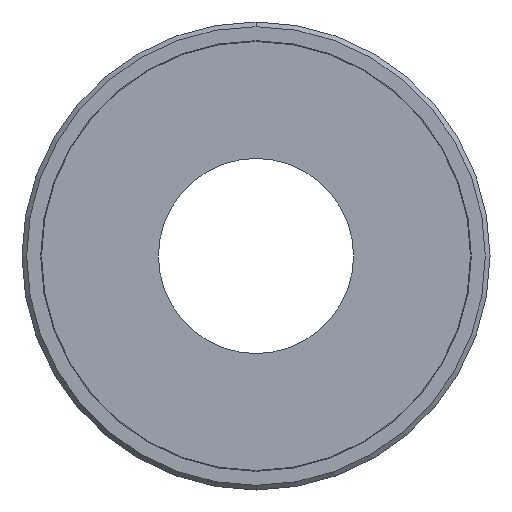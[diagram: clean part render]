
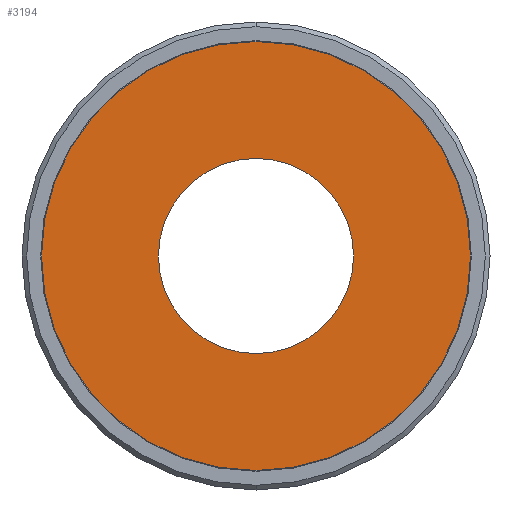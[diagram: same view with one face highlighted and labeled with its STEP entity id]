
A CAD part, front view. The second image highlights one B-rep face of the part: STEP entity #3194.
In plain terms, the highlighted planar face has unit normal (0, -1, 0).
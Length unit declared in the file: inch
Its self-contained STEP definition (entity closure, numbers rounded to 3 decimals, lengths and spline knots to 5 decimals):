
#6 = AXIS2_PLACEMENT_3D ( 'NONE', #2961, #4029, #486 ) ;
#210 = CARTESIAN_POINT ( 'NONE',  ( 0., -0.045, 0. ) ) ;
#237 = EDGE_CURVE ( 'NONE', #4402, #4550, #2518, .T. ) ;
#486 = DIRECTION ( 'NONE',  ( -1., 0., 0. ) ) ;
#507 = VERTEX_POINT ( 'NONE', #2602 ) ;
#601 = CARTESIAN_POINT ( 'NONE',  ( 0., -0.045, 0. ) ) ;
#708 = AXIS2_PLACEMENT_3D ( 'NONE', #210, #3068, #2343 ) ;
#920 = CIRCLE ( 'NONE', #2390, 1.375 ) ;
#935 = CIRCLE ( 'NONE', #6, 0.6254 ) ;
#948 = ORIENTED_EDGE ( 'NONE', *, *, #1178, .T. ) ;
#1037 = CARTESIAN_POINT ( 'NONE',  ( 1.375, -0.045, 0. ) ) ;
#1122 = AXIS2_PLACEMENT_3D ( 'NONE', #4535, #2079, #3491 ) ;
#1178 = EDGE_CURVE ( 'NONE', #4550, #4402, #920, .T. ) ;
#1185 = CARTESIAN_POINT ( 'NONE',  ( -1.375, -0.045, 0. ) ) ;
#1240 = PLANE ( 'NONE',  #708 ) ;
#1342 = DIRECTION ( 'NONE',  ( 0., -1., 0. ) ) ;
#1401 = DIRECTION ( 'NONE',  ( 0., -1., 0. ) ) ;
#1421 = ORIENTED_EDGE ( 'NONE', *, *, #237, .T. ) ;
#1499 = EDGE_LOOP ( 'NONE', ( #2221, #2279 ) ) ;
#1587 = FACE_BOUND ( 'NONE', #1499, .T. ) ;
#1662 = CIRCLE ( 'NONE', #1734, 0.6254 ) ;
#1734 = AXIS2_PLACEMENT_3D ( 'NONE', #601, #1342, #2020 ) ;
#1822 = DIRECTION ( 'NONE',  ( 0., 0., -1. ) ) ;
#1960 = FACE_OUTER_BOUND ( 'NONE', #2480, .T. ) ;
#1983 = EDGE_CURVE ( 'NONE', #4318, #507, #1662, .T. ) ;
#2020 = DIRECTION ( 'NONE',  ( -1., 0., 0. ) ) ;
#2053 = EDGE_CURVE ( 'NONE', #507, #4318, #935, .T. ) ;
#2079 = DIRECTION ( 'NONE',  ( 0., -1., 0. ) ) ;
#2221 = ORIENTED_EDGE ( 'NONE', *, *, #2053, .F. ) ;
#2279 = ORIENTED_EDGE ( 'NONE', *, *, #1983, .F. ) ;
#2343 = DIRECTION ( 'NONE',  ( 0., 0., -1. ) ) ;
#2390 = AXIS2_PLACEMENT_3D ( 'NONE', #3171, #1401, #1822 ) ;
#2480 = EDGE_LOOP ( 'NONE', ( #1421, #948 ) ) ;
#2518 = CIRCLE ( 'NONE', #1122, 1.375 ) ;
#2602 = CARTESIAN_POINT ( 'NONE',  ( 0., -0.045, -0.6254 ) ) ;
#2961 = CARTESIAN_POINT ( 'NONE',  ( 0., -0.045, 0. ) ) ;
#3068 = DIRECTION ( 'NONE',  ( 0., -1., 0. ) ) ;
#3171 = CARTESIAN_POINT ( 'NONE',  ( 0., -0.045, 0. ) ) ;
#3194 = ADVANCED_FACE ( 'NONE', ( #1587, #1960 ), #1240, .T. ) ;
#3370 = CARTESIAN_POINT ( 'NONE',  ( 0., -0.045, 0.6254 ) ) ;
#3491 = DIRECTION ( 'NONE',  ( 0., 0., -1. ) ) ;
#4029 = DIRECTION ( 'NONE',  ( 0., -1., 0. ) ) ;
#4318 = VERTEX_POINT ( 'NONE', #3370 ) ;
#4402 = VERTEX_POINT ( 'NONE', #1185 ) ;
#4535 = CARTESIAN_POINT ( 'NONE',  ( 0., -0.045, 0. ) ) ;
#4550 = VERTEX_POINT ( 'NONE', #1037 ) ;
